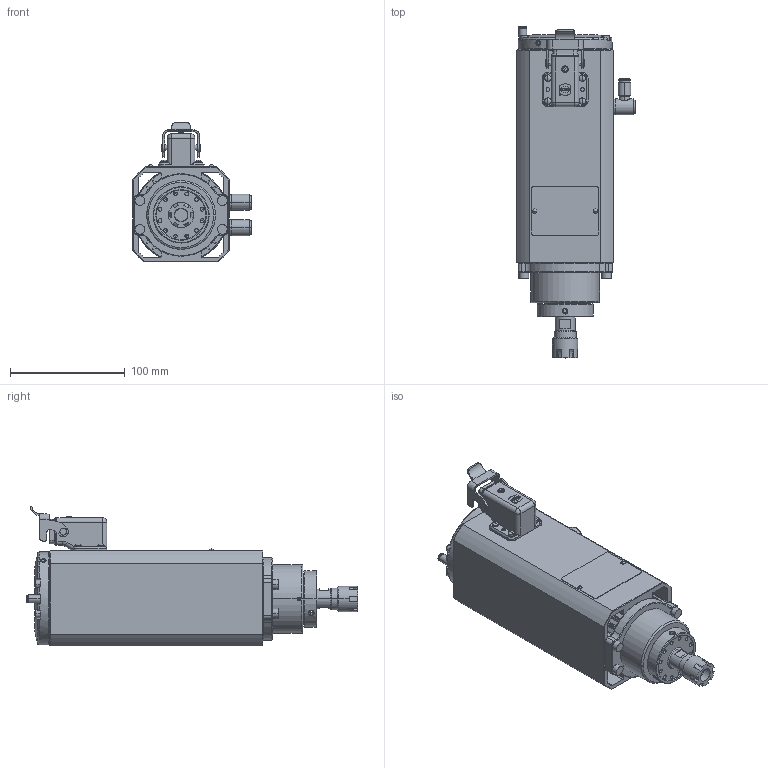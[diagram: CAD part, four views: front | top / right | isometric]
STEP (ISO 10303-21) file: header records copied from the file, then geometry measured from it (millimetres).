
FILE_DESCRIPTION(('HOOPS Exchange Step'),'2;1');
FILE_NAME('export-D19D9BF2-DFB1-420A-BE68-0F6F2EE1D510.stp','2023-10-11T14:18:52+02:00',('Gebruiker'),('Alibre'),'HOOPS Exchange 2022.0','Alibre','Unknown authorisation');
FILE_SCHEMA( ('AP242_MANAGED_MODEL_BASED_3D_ENGINEERING_MIM_LF {1 0 10303 442 1 1 4 }') );
Length unit declared in the file: millimetre
Products named in the file (1): 6343 Teknomotor C041-C-2DB-P-ER16-HY-LC-2.2kW-24.000-42.000RPM
Bounding box: 103 x 289.5 x 122.09 mm (x, y, z)
Surface area: 179490.9 mm2 (no closed solid volume)
Topology: 0 solids, 1992 shells, 2353 faces, 11198 edges, 10461 vertices
Faces by surface type: plane 943, cylinder 873, cone 248, bspline 180, torus 82, sphere 27
Entity records: 149995 total; most frequent: CARTESIAN_POINT 57132, DIRECTION 17299, ORIENTED_EDGE 11823, EDGE_CURVE 11132, VERTEX_POINT 10461, AXIS2_PLACEMENT_3D 6062, VECTOR 5175, LINE 5175
